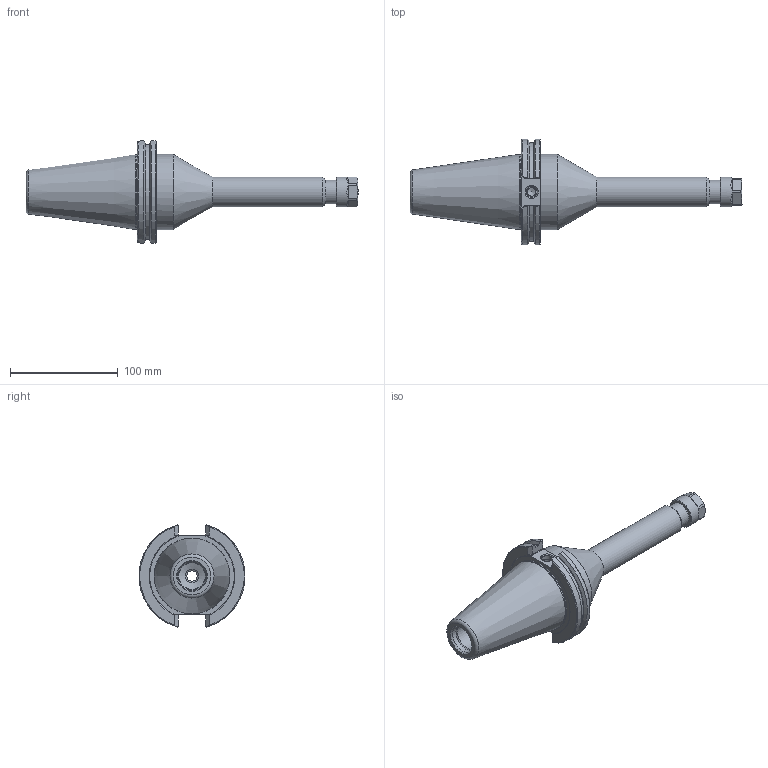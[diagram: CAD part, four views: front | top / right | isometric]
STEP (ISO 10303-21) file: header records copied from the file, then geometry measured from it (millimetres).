
FILE_DESCRIPTION((''),'2;1');
FILE_NAME('C50F-16ERP812.iam.stp','2014-06-24T14:24:02',(''),(''),'Autodesk Inventor 2012','Autodesk Inventor 2012','');
FILE_SCHEMA(('AUTOMOTIVE_DESIGN { 1 0 10303 214 1 1 1 1 }'));
Length unit declared in the file: inch
Products named in the file (3): C50F-16ERP812; C50F-16ER8-1; 16ERHPN
Assembly tree (2 placements, depth 2):
  C50F-16ERP812
    C50F-16ER8-1
    16ERHPN
Bounding box: 307.85 x 98.09 x 94.71 mm (x, y, z)
Volume: 487184.9 mm3; surface area: 74901.6 mm2
Topology: 3 solids, 3 shells, 136 faces, 335 edges, 212 vertices
Faces by surface type: plane 54, cylinder 39, cone 31, torus 8, bspline 4
Full cylindrical faces by diameter (mm): 8.001 x1, 9.728 x1, 10.135 x1, 11.176 x1, 12.04 x1, 12.7 x1, 16.002 x1, 17.01 x1, 17.112 x1, 17.272 x1, 20.066 x1, 20.168 x1, 20.676 x1, 22 x1, 22.428 x1, 24.638 x1, 26.365 x1, 27.432 x1, 27.737 x1, 69.342 x1, 69.85 x1
Entity records: 3924 total; most frequent: CARTESIAN_POINT 830, DIRECTION 605, ORIENTED_EDGE 548, EDGE_CURVE 274, AXIS2_PLACEMENT_3D 251, VERTEX_POINT 201, EDGE_LOOP 199, FACE_OUTER_BOUND 136
